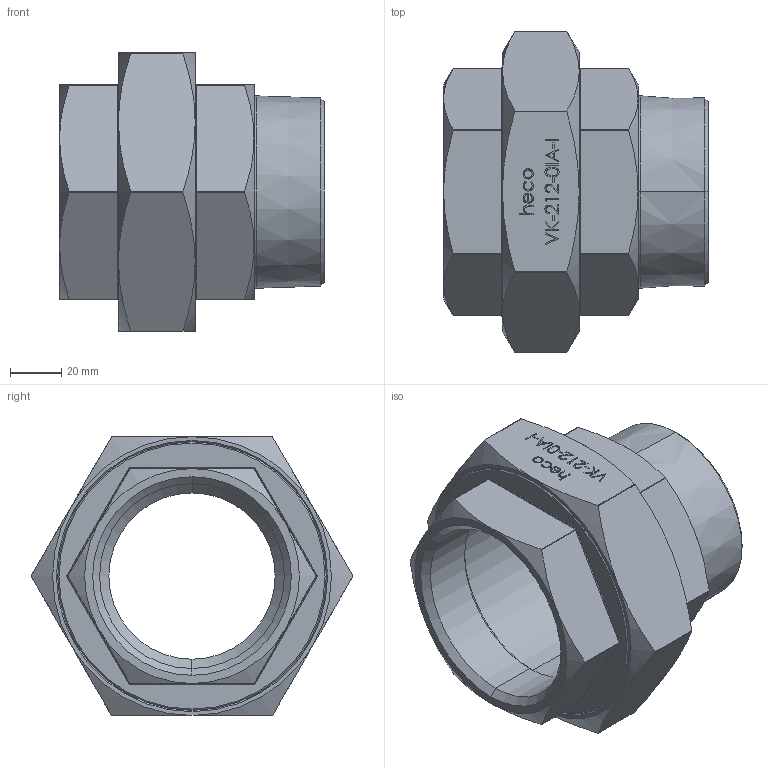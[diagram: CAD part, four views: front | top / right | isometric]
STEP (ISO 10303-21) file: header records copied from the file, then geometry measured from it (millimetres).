
FILE_DESCRIPTION (( 'STEP AP214' ), '1' );
FILE_NAME ('heco_VK-212-0IA-I.STEP', '2016-09-22T06:44:45', ( '' ), ( '' ), 'SwSTEP 2.0', 'SolidWorks 2016', '' );
FILE_SCHEMA (( 'AUTOMOTIVE_DESIGN' ));
Length unit declared in the file: millimetre
Products named in the file (1): heco_VK-212-0IA-I
Bounding box: 103.5 x 125.77 x 109.05 mm (x, y, z)
Volume: 283522.1 mm3; surface area: 66321.9 mm2
Topology: 1 solids, 1 shells, 311 faces, 780 edges, 486 vertices
Faces by surface type: plane 127, cylinder 74, bspline 68, cone 40, torus 2
Entity records: 14226 total; most frequent: CARTESIAN_POINT 5902, ORIENTED_EDGE 1536, DIRECTION 1048, EDGE_CURVE 768, VERTEX_POINT 486, VECTOR 416, LINE 416, EDGE_LOOP 340
